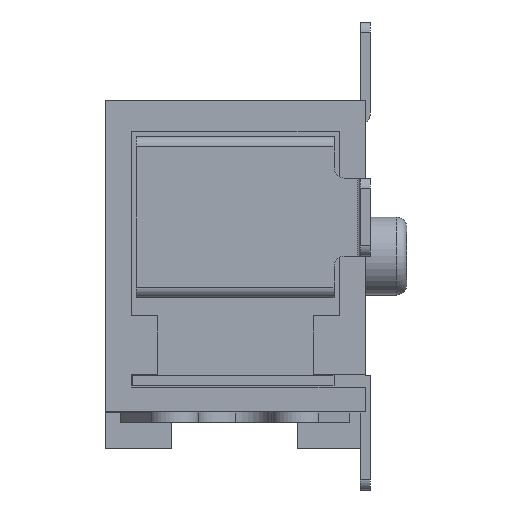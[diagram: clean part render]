
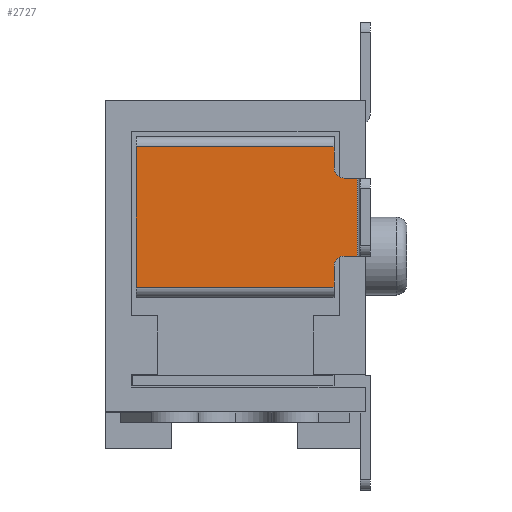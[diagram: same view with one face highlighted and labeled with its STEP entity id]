
A CAD part, left-side view. The second image highlights one B-rep face of the part: STEP entity #2727.
In plain terms, the highlighted planar face has unit normal (-1, 0, 0).
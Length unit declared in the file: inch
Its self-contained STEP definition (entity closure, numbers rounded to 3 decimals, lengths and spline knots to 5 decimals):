
#50 = EDGE_CURVE ( 'NONE', #8587, #4512, #3598, .T. ) ;
#170 = CARTESIAN_POINT ( 'NONE',  ( -0.61811, 0.05118, 0. ) ) ;
#182 = EDGE_CURVE ( 'NONE', #4512, #7540, #3670, .T. ) ;
#197 = DIRECTION ( 'NONE',  ( 0., 1., 0. ) ) ;
#214 = VERTEX_POINT ( 'NONE', #5899 ) ;
#275 = DIRECTION ( 'NONE',  ( 1., 0., 0. ) ) ;
#313 = EDGE_CURVE ( 'NONE', #2434, #8587, #2041, .T. ) ;
#324 = CARTESIAN_POINT ( 'NONE',  ( -0.61811, -0.08268, 0.05906 ) ) ;
#936 = DIRECTION ( 'NONE',  ( 0., 0., -1. ) ) ;
#964 = ORIENTED_EDGE ( 'NONE', *, *, #3831, .T. ) ;
#1156 = LINE ( 'NONE', #4423, #2843 ) ;
#1188 = ORIENTED_EDGE ( 'NONE', *, *, #4100, .T. ) ;
#1335 = VERTEX_POINT ( 'NONE', #1364 ) ;
#1364 = CARTESIAN_POINT ( 'NONE',  ( -0.61811, 0.0748, -0.02362 ) ) ;
#1366 = ORIENTED_EDGE ( 'NONE', *, *, #6221, .F. ) ;
#1375 = DIRECTION ( 'NONE',  ( 0., 0., -1. ) ) ;
#1599 = DIRECTION ( 'NONE',  ( 0., 0., 1. ) ) ;
#1727 = CARTESIAN_POINT ( 'NONE',  ( -0.61811, -0.08268, -0.00787 ) ) ;
#2041 = CIRCLE ( 'NONE', #3845, 0.00787 ) ;
#2105 = AXIS2_PLACEMENT_3D ( 'NONE', #5270, #4403, #1375 ) ;
#2187 = ORIENTED_EDGE ( 'NONE', *, *, #3181, .T. ) ;
#2434 = VERTEX_POINT ( 'NONE', #324 ) ;
#2577 = CARTESIAN_POINT ( 'NONE',  ( -0.61811, -0.0748, -0.02362 ) ) ;
#2611 = CARTESIAN_POINT ( 'NONE',  ( -0.61811, 0.0748, 0.08268 ) ) ;
#2727 = ADVANCED_FACE ( 'NONE', ( #8803 ), #5120, .F. ) ;
#2768 = AXIS2_PLACEMENT_3D ( 'NONE', #1727, #275, #936 ) ;
#2843 = VECTOR ( 'NONE', #6721, 39.37008 ) ;
#2913 = CARTESIAN_POINT ( 'NONE',  ( -0.61811, -0.0748, 0.08268 ) ) ;
#3068 = CARTESIAN_POINT ( 'NONE',  ( -0.61811, 0.0748, 0.08268 ) ) ;
#3181 = EDGE_CURVE ( 'NONE', #7540, #1335, #8255, .T. ) ;
#3185 = LINE ( 'NONE', #4013, #7100 ) ;
#3243 = LINE ( 'NONE', #170, #8489 ) ;
#3343 = VERTEX_POINT ( 'NONE', #9382 ) ;
#3598 = LINE ( 'NONE', #6123, #7904 ) ;
#3670 = LINE ( 'NONE', #2611, #3684 ) ;
#3684 = VECTOR ( 'NONE', #197, 39.37008 ) ;
#3831 = EDGE_CURVE ( 'NONE', #9474, #3343, #5863, .T. ) ;
#3841 = CARTESIAN_POINT ( 'NONE',  ( -0.61811, -0.0748, -0.02362 ) ) ;
#3845 = AXIS2_PLACEMENT_3D ( 'NONE', #4933, #4181, #9574 ) ;
#4013 = CARTESIAN_POINT ( 'NONE',  ( -0.61811, -0.0748, -0.0315 ) ) ;
#4100 = EDGE_CURVE ( 'NONE', #1335, #6591, #6406, .T. ) ;
#4181 = DIRECTION ( 'NONE',  ( 1., 0., 0. ) ) ;
#4276 = ORIENTED_EDGE ( 'NONE', *, *, #50, .T. ) ;
#4403 = DIRECTION ( 'NONE',  ( 1., 0., 0. ) ) ;
#4423 = CARTESIAN_POINT ( 'NONE',  ( -0.61811, -0.09252, 0.05906 ) ) ;
#4512 = VERTEX_POINT ( 'NONE', #2913 ) ;
#4543 = VERTEX_POINT ( 'NONE', #6366 ) ;
#4881 = EDGE_CURVE ( 'NONE', #3343, #214, #3243, .T. ) ;
#4933 = CARTESIAN_POINT ( 'NONE',  ( -0.61811, -0.08268, 0.06693 ) ) ;
#4982 = ORIENTED_EDGE ( 'NONE', *, *, #313, .T. ) ;
#5105 = LINE ( 'NONE', #6638, #8685 ) ;
#5120 = PLANE ( 'NONE',  #2105 ) ;
#5270 = CARTESIAN_POINT ( 'NONE',  ( -0.61811, 0.05118, 0.05906 ) ) ;
#5647 = DIRECTION ( 'NONE',  ( 0., -1., 0. ) ) ;
#5863 = CIRCLE ( 'NONE', #2768, 0.00787 ) ;
#5899 = CARTESIAN_POINT ( 'NONE',  ( -0.61811, -0.09252, 0. ) ) ;
#5927 = CARTESIAN_POINT ( 'NONE',  ( -0.61811, -0.0748, -0.00787 ) ) ;
#6123 = CARTESIAN_POINT ( 'NONE',  ( -0.61811, -0.0748, -0.0315 ) ) ;
#6221 = EDGE_CURVE ( 'NONE', #4543, #214, #1156, .T. ) ;
#6296 = ORIENTED_EDGE ( 'NONE', *, *, #8356, .F. ) ;
#6366 = CARTESIAN_POINT ( 'NONE',  ( -0.61811, -0.09252, 0.05906 ) ) ;
#6372 = VECTOR ( 'NONE', #5647, 39.37008 ) ;
#6406 = LINE ( 'NONE', #2577, #6372 ) ;
#6430 = CARTESIAN_POINT ( 'NONE',  ( -0.61811, -0.0748, 0.06693 ) ) ;
#6591 = VERTEX_POINT ( 'NONE', #3841 ) ;
#6638 = CARTESIAN_POINT ( 'NONE',  ( -0.61811, 0.05118, 0.05906 ) ) ;
#6721 = DIRECTION ( 'NONE',  ( 0., 0., -1. ) ) ;
#7052 = EDGE_LOOP ( 'NONE', ( #2187, #1188, #8643, #964, #8971, #1366, #6296, #4982, #4276, #8904 ) ) ;
#7085 = DIRECTION ( 'NONE',  ( 0., -1., 0. ) ) ;
#7100 = VECTOR ( 'NONE', #1599, 39.37008 ) ;
#7540 = VERTEX_POINT ( 'NONE', #3068 ) ;
#7822 = VECTOR ( 'NONE', #9179, 39.37008 ) ;
#7904 = VECTOR ( 'NONE', #9096, 39.37008 ) ;
#8199 = DIRECTION ( 'NONE',  ( 0., -1., 0. ) ) ;
#8255 = LINE ( 'NONE', #8444, #7822 ) ;
#8356 = EDGE_CURVE ( 'NONE', #2434, #4543, #5105, .T. ) ;
#8444 = CARTESIAN_POINT ( 'NONE',  ( -0.61811, 0.0748, 0.09055 ) ) ;
#8489 = VECTOR ( 'NONE', #7085, 39.37008 ) ;
#8587 = VERTEX_POINT ( 'NONE', #6430 ) ;
#8643 = ORIENTED_EDGE ( 'NONE', *, *, #8987, .T. ) ;
#8685 = VECTOR ( 'NONE', #8199, 39.37008 ) ;
#8803 = FACE_OUTER_BOUND ( 'NONE', #7052, .T. ) ;
#8904 = ORIENTED_EDGE ( 'NONE', *, *, #182, .T. ) ;
#8971 = ORIENTED_EDGE ( 'NONE', *, *, #4881, .T. ) ;
#8987 = EDGE_CURVE ( 'NONE', #6591, #9474, #3185, .T. ) ;
#9096 = DIRECTION ( 'NONE',  ( 0., 0., 1. ) ) ;
#9179 = DIRECTION ( 'NONE',  ( 0., 0., -1. ) ) ;
#9382 = CARTESIAN_POINT ( 'NONE',  ( -0.61811, -0.08268, 0. ) ) ;
#9474 = VERTEX_POINT ( 'NONE', #5927 ) ;
#9574 = DIRECTION ( 'NONE',  ( 0., 0., -1. ) ) ;
